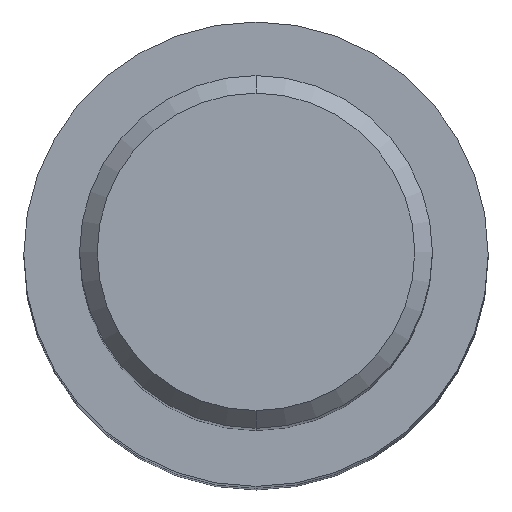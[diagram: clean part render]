
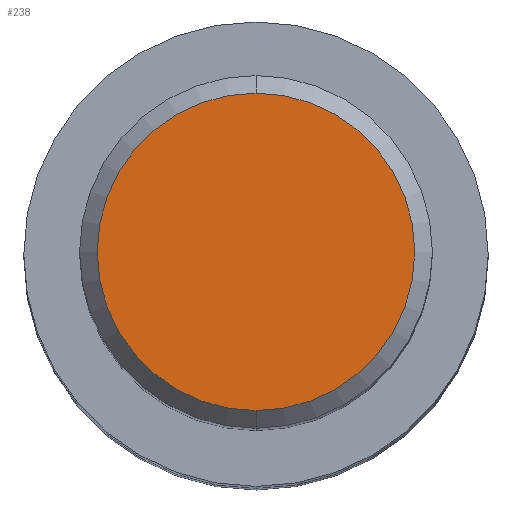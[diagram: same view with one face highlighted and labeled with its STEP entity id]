
A CAD part, top view. The second image highlights one B-rep face of the part: STEP entity #238.
In plain terms, the highlighted planar face has unit normal (0, 0, 1).
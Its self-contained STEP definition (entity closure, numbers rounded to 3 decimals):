
#238=ADVANCED_FACE('',(#539),#540,.T.);
#240=EDGE_CURVE('',#246,#248,#542,.T.);
#246=VERTEX_POINT('',#549);
#248=VERTEX_POINT('',#551);
#332=EDGE_CURVE('',#248,#246,#643,.T.);
#539=FACE_OUTER_BOUND('',#956,.T.);
#540=PLANE('',#957);
#542=CIRCLE('',#960,5.4);
#549=CARTESIAN_POINT('',(0.0,5.4,0.0));
#551=CARTESIAN_POINT('',(0.,-5.4,0.0));
#643=CIRCLE('',#1211,5.4);
#956=EDGE_LOOP('',(#1539,#1540));
#957=AXIS2_PLACEMENT_3D('',#1541,#1542,#1543);
#960=AXIS2_PLACEMENT_3D('',#1544,#1545,#1546);
#1211=AXIS2_PLACEMENT_3D('',#1661,#1662,#1663);
#1539=ORIENTED_EDGE('',*,*,#240,.F.);
#1540=ORIENTED_EDGE('',*,*,#332,.F.);
#1541=CARTESIAN_POINT('',(0.0,2.7,0.0));
#1542=DIRECTION('',(-0.0,0.0,1.0));
#1543=DIRECTION('',(0.0,-1.0,0.0));
#1544=CARTESIAN_POINT('',(0.0,0.0,0.0));
#1545=DIRECTION('',(0.0,0.0,-1.0));
#1546=DIRECTION('',(0.0,1.0,0.0));
#1661=CARTESIAN_POINT('',(0.0,0.0,0.0));
#1662=DIRECTION('',(0.0,0.0,-1.0));
#1663=DIRECTION('',(0.0,1.0,0.0));
